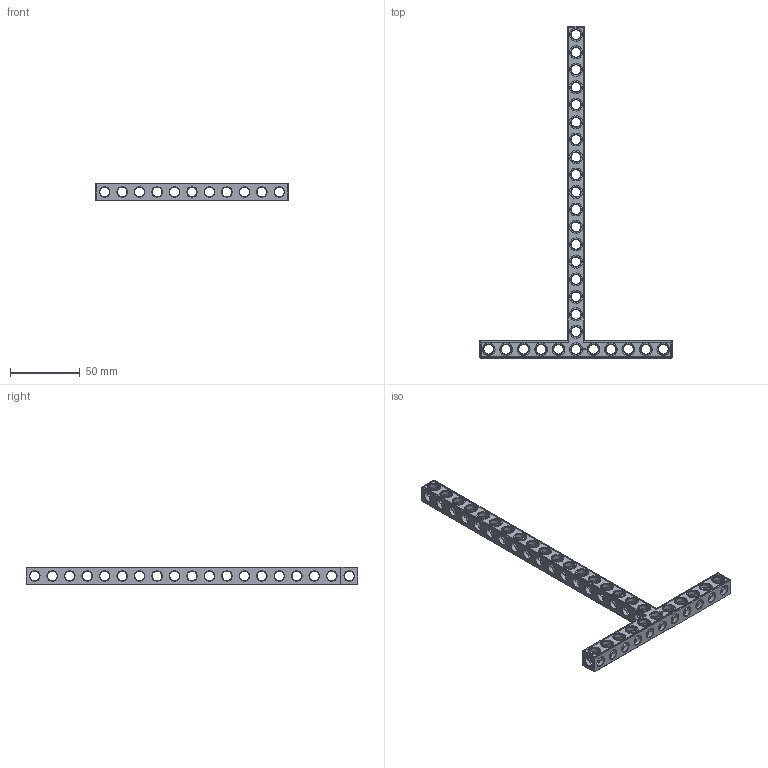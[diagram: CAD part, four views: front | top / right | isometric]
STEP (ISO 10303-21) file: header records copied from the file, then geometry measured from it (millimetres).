
FILE_DESCRIPTION(('FreeCAD Model'),'2;1');
FILE_NAME('Open CASCADE Shape Model','2022-01-28T12:15:46',( 'Paulo Kiefe'),('STEMFIE.org'),'Open CASCADE STEP processor 7.4', 'FreeCAD','Unknown');
FILE_SCHEMA(('AUTOMOTIVE_DESIGN { 1 0 10303 214 1 1 1 1 }'));
Products named in the file (1): Beam_TSH_SYM_ESS_BU11x19x01_-_SPN-BEM-1093_(stemfie.org)
Bounding box: 137.5 x 237.5 x 12.5 mm (x, y, z)
Volume: 28323.4 mm3; surface area: 25352.3 mm2
Topology: 1 solids, 1 shells, 872 faces, 2715 edges, 1791 vertices
Faces by surface type: plane 405, cylinder 175, extrusion 174, cone 118
Full cylindrical faces by diameter (mm): 6.98 x12, 7 x134, 9.2 x29
Entity records: 98380 total; most frequent: CARTESIAN_POINT 47946, DIRECTION 8147, ORIENTED_EDGE 5430, PCURVE 5430, DEFINITIONAL_REPRESENTATION 5430, VECTOR 5110, LINE 4936, EDGE_CURVE 2715
